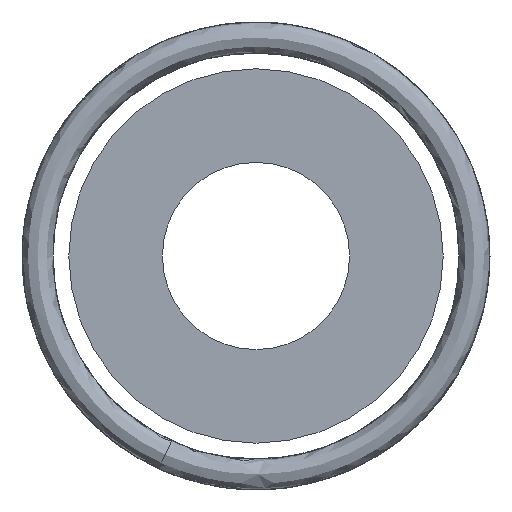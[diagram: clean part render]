
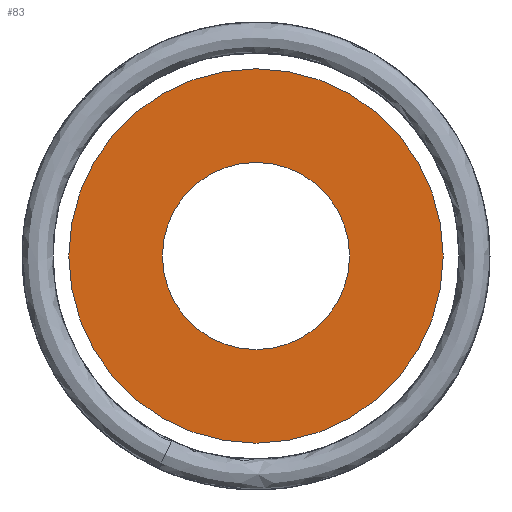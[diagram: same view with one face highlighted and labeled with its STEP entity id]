
A CAD part, left-side view. The second image highlights one B-rep face of the part: STEP entity #83.
In plain terms, the highlighted planar face has unit normal (-1, 0, 0).
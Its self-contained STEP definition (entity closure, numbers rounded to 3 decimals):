
#21=PLANE('',#116);
#29=ORIENTED_EDGE('',*,*,#37,.F.);
#30=ORIENTED_EDGE('',*,*,#39,.T.);
#37=EDGE_CURVE('',#43,#43,#49,.T.);
#39=EDGE_CURVE('',#45,#45,#51,.T.);
#43=VERTEX_POINT('',#151);
#45=VERTEX_POINT('',#156);
#49=CIRCLE('',#111,1.5);
#51=CIRCLE('',#114,3.);
#59=EDGE_LOOP('',(#29));
#60=EDGE_LOOP('',(#30));
#71=FACE_BOUND('',#59,.T.);
#72=FACE_BOUND('',#60,.T.);
#83=ADVANCED_FACE('',(#71,#72),#21,.T.);
#111=AXIS2_PLACEMENT_3D('',#150,#126,#127);
#114=AXIS2_PLACEMENT_3D('',#155,#132,#133);
#116=AXIS2_PLACEMENT_3D('',#159,#136,#137);
#126=DIRECTION('',(-1.,0.,0.));
#127=DIRECTION('',(0.,1.,0.));
#132=DIRECTION('',(-1.,0.,0.));
#133=DIRECTION('',(0.,1.,0.));
#136=DIRECTION('',(-1.,0.,0.));
#137=DIRECTION('',(0.,0.,1.));
#150=CARTESIAN_POINT('',(-400.,0.,0.));
#151=CARTESIAN_POINT('',(-400.,1.5,0.));
#155=CARTESIAN_POINT('',(-400.,0.,0.));
#156=CARTESIAN_POINT('',(-400.,3.,0.));
#159=CARTESIAN_POINT('',(-400.,0.,0.));
